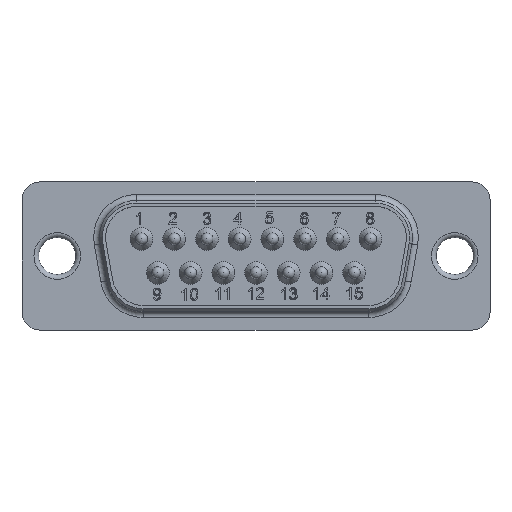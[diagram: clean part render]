
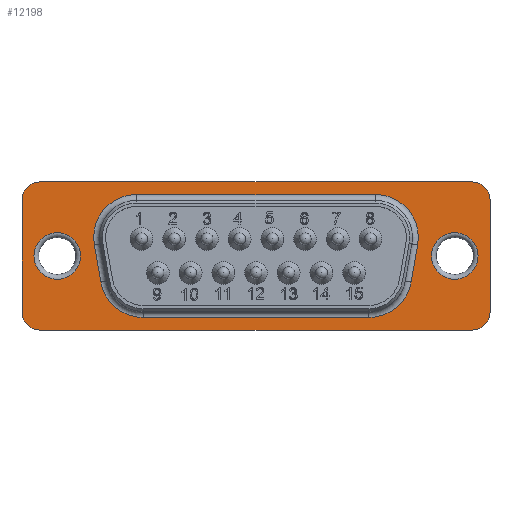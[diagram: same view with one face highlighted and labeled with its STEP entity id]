
A CAD part, top view. The second image highlights one B-rep face of the part: STEP entity #12198.
In plain terms, the highlighted face is planar.
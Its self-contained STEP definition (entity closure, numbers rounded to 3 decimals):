
#517=CIRCLE('',#12992,1.95);
#518=CIRCLE('',#12994,1.5);
#519=CIRCLE('',#12995,1.5);
#520=CIRCLE('',#12996,1.5);
#521=CIRCLE('',#12997,1.5);
#522=CIRCLE('',#12998,1.95);
#523=CIRCLE('',#12999,3.6);
#524=CIRCLE('',#13000,3.6);
#525=CIRCLE('',#13001,3.6);
#526=CIRCLE('',#13002,3.6);
#745=FACE_BOUND('',#2650,.T.);
#746=FACE_BOUND('',#2651,.T.);
#747=FACE_BOUND('',#2652,.T.);
#1120=PLANE('',#12993);
#1782=FACE_OUTER_BOUND('',#2649,.T.);
#2649=EDGE_LOOP('',(#11158,#11159,#11160,#11161,#11162,#11163,#11164,#11165));
#2650=EDGE_LOOP('',(#11166));
#2651=EDGE_LOOP('',(#11167,#11168,#11169,#11170,#11171,#11172,#11173,#11174));
#2652=EDGE_LOOP('',(#11175));
#3746=LINE('',#23693,#4839);
#3747=LINE('',#23697,#4840);
#3748=LINE('',#23701,#4841);
#3749=LINE('',#23704,#4842);
#3750=LINE('',#23709,#4843);
#3751=LINE('',#23713,#4844);
#3752=LINE('',#23717,#4845);
#3753=LINE('',#23721,#4846);
#4839=VECTOR('',#15624,36.2);
#4840=VECTOR('',#15627,9.4);
#4841=VECTOR('',#15630,36.2);
#4842=VECTOR('',#15633,9.4);
#4843=VECTOR('',#15636,18.907);
#4844=VECTOR('',#15639,3.148);
#4845=VECTOR('',#15642,20.);
#4846=VECTOR('',#15645,3.148);
#6263=VERTEX_POINT('',#23686);
#6264=VERTEX_POINT('',#23689);
#6265=VERTEX_POINT('',#23690);
#6266=VERTEX_POINT('',#23692);
#6267=VERTEX_POINT('',#23694);
#6268=VERTEX_POINT('',#23696);
#6269=VERTEX_POINT('',#23698);
#6270=VERTEX_POINT('',#23700);
#6271=VERTEX_POINT('',#23702);
#6272=VERTEX_POINT('',#23705);
#6273=VERTEX_POINT('',#23707);
#6274=VERTEX_POINT('',#23708);
#6275=VERTEX_POINT('',#23710);
#6276=VERTEX_POINT('',#23712);
#6277=VERTEX_POINT('',#23714);
#6278=VERTEX_POINT('',#23716);
#6279=VERTEX_POINT('',#23718);
#6280=VERTEX_POINT('',#23720);
#7906=EDGE_CURVE('',#6263,#6263,#517,.T.);
#7907=EDGE_CURVE('',#6264,#6265,#518,.T.);
#7908=EDGE_CURVE('',#6266,#6264,#3746,.T.);
#7909=EDGE_CURVE('',#6267,#6266,#519,.T.);
#7910=EDGE_CURVE('',#6268,#6267,#3747,.T.);
#7911=EDGE_CURVE('',#6269,#6268,#520,.T.);
#7912=EDGE_CURVE('',#6270,#6269,#3748,.T.);
#7913=EDGE_CURVE('',#6271,#6270,#521,.T.);
#7914=EDGE_CURVE('',#6265,#6271,#3749,.T.);
#7915=EDGE_CURVE('',#6272,#6272,#522,.T.);
#7916=EDGE_CURVE('',#6273,#6274,#3750,.T.);
#7917=EDGE_CURVE('',#6275,#6273,#523,.T.);
#7918=EDGE_CURVE('',#6276,#6275,#3751,.T.);
#7919=EDGE_CURVE('',#6277,#6276,#524,.T.);
#7920=EDGE_CURVE('',#6278,#6277,#3752,.T.);
#7921=EDGE_CURVE('',#6279,#6278,#525,.T.);
#7922=EDGE_CURVE('',#6280,#6279,#3753,.T.);
#7923=EDGE_CURVE('',#6274,#6280,#526,.T.);
#11158=ORIENTED_EDGE('',*,*,#7907,.F.);
#11159=ORIENTED_EDGE('',*,*,#7908,.F.);
#11160=ORIENTED_EDGE('',*,*,#7909,.F.);
#11161=ORIENTED_EDGE('',*,*,#7910,.F.);
#11162=ORIENTED_EDGE('',*,*,#7911,.F.);
#11163=ORIENTED_EDGE('',*,*,#7912,.F.);
#11164=ORIENTED_EDGE('',*,*,#7913,.F.);
#11165=ORIENTED_EDGE('',*,*,#7914,.F.);
#11166=ORIENTED_EDGE('',*,*,#7915,.F.);
#11167=ORIENTED_EDGE('',*,*,#7916,.F.);
#11168=ORIENTED_EDGE('',*,*,#7917,.F.);
#11169=ORIENTED_EDGE('',*,*,#7918,.F.);
#11170=ORIENTED_EDGE('',*,*,#7919,.F.);
#11171=ORIENTED_EDGE('',*,*,#7920,.F.);
#11172=ORIENTED_EDGE('',*,*,#7921,.F.);
#11173=ORIENTED_EDGE('',*,*,#7922,.F.);
#11174=ORIENTED_EDGE('',*,*,#7923,.F.);
#11175=ORIENTED_EDGE('',*,*,#7906,.F.);
#12198=ADVANCED_FACE('',(#1782,#745,#746,#747),#1120,.F.);
#12992=AXIS2_PLACEMENT_3D('',#23687,#15618,#15619);
#12993=AXIS2_PLACEMENT_3D('',#23688,#15620,#15621);
#12994=AXIS2_PLACEMENT_3D('',#23691,#15622,#15623);
#12995=AXIS2_PLACEMENT_3D('',#23695,#15625,#15626);
#12996=AXIS2_PLACEMENT_3D('',#23699,#15628,#15629);
#12997=AXIS2_PLACEMENT_3D('',#23703,#15631,#15632);
#12998=AXIS2_PLACEMENT_3D('',#23706,#15634,#15635);
#12999=AXIS2_PLACEMENT_3D('',#23711,#15637,#15638);
#13000=AXIS2_PLACEMENT_3D('',#23715,#15640,#15641);
#13001=AXIS2_PLACEMENT_3D('',#23719,#15643,#15644);
#13002=AXIS2_PLACEMENT_3D('',#23722,#15646,#15647);
#15618=DIRECTION('center_axis',(0.,0.,-1.));
#15619=DIRECTION('ref_axis',(-1.,0.,0.));
#15620=DIRECTION('center_axis',(0.,0.,1.));
#15621=DIRECTION('ref_axis',(1.,0.,0.));
#15622=DIRECTION('center_axis',(0.,0.,1.));
#15623=DIRECTION('ref_axis',(-0.707,0.707,0.));
#15624=DIRECTION('',(-1.,0.,0.));
#15625=DIRECTION('center_axis',(0.,0.,1.));
#15626=DIRECTION('ref_axis',(0.707,0.707,0.));
#15627=DIRECTION('',(0.,1.,0.));
#15628=DIRECTION('center_axis',(0.,0.,1.));
#15629=DIRECTION('ref_axis',(0.707,-0.707,0.));
#15630=DIRECTION('',(1.,0.,0.));
#15631=DIRECTION('center_axis',(0.,0.,1.));
#15632=DIRECTION('ref_axis',(-0.707,-0.707,0.));
#15633=DIRECTION('',(0.,-1.,0.));
#15634=DIRECTION('center_axis',(0.,0.,-1.));
#15635=DIRECTION('ref_axis',(-1.,0.,0.));
#15636=DIRECTION('',(-1.,0.,0.));
#15637=DIRECTION('center_axis',(0.,0.,-1.));
#15638=DIRECTION('ref_axis',(0.643,-0.766,0.));
#15639=DIRECTION('',(-0.174,-0.985,0.));
#15640=DIRECTION('center_axis',(0.,0.,-1.));
#15641=DIRECTION('ref_axis',(0.766,0.643,0.));
#15642=DIRECTION('',(1.,0.,0.));
#15643=DIRECTION('center_axis',(0.,0.,-1.));
#15644=DIRECTION('ref_axis',(-0.766,0.643,0.));
#15645=DIRECTION('',(-0.174,0.985,0.));
#15646=DIRECTION('center_axis',(0.,0.,-1.));
#15647=DIRECTION('ref_axis',(-0.643,-0.766,0.));
#23686=CARTESIAN_POINT('',(18.6,0.,-0.5));
#23687=CARTESIAN_POINT('Origin',(16.65,0.,-0.5));
#23688=CARTESIAN_POINT('Origin',(10.063,0.028,-0.5));
#23689=CARTESIAN_POINT('',(-18.1,6.2,-0.5));
#23690=CARTESIAN_POINT('',(-19.6,4.7,-0.5));
#23691=CARTESIAN_POINT('Origin',(-18.1,4.7,-0.5));
#23692=CARTESIAN_POINT('',(18.1,6.2,-0.5));
#23693=CARTESIAN_POINT('',(19.6,6.2,-0.5));
#23694=CARTESIAN_POINT('',(19.6,4.7,-0.5));
#23695=CARTESIAN_POINT('Origin',(18.1,4.7,-0.5));
#23696=CARTESIAN_POINT('',(19.6,-4.7,-0.5));
#23697=CARTESIAN_POINT('',(19.6,-6.2,-0.5));
#23698=CARTESIAN_POINT('',(18.1,-6.2,-0.5));
#23699=CARTESIAN_POINT('Origin',(18.1,-4.7,-0.5));
#23700=CARTESIAN_POINT('',(-18.1,-6.2,-0.5));
#23701=CARTESIAN_POINT('',(-19.6,-6.2,-0.5));
#23702=CARTESIAN_POINT('',(-19.6,-4.7,-0.5));
#23703=CARTESIAN_POINT('Origin',(-18.1,-4.7,-0.5));
#23704=CARTESIAN_POINT('',(-19.6,6.2,-0.5));
#23705=CARTESIAN_POINT('',(-14.7,0.,-0.5));
#23706=CARTESIAN_POINT('Origin',(-16.65,0.,-0.5));
#23707=CARTESIAN_POINT('',(9.453,-5.15,-0.5));
#23708=CARTESIAN_POINT('',(-9.453,-5.15,-0.5));
#23709=CARTESIAN_POINT('',(5.032,-5.15,-0.5));
#23710=CARTESIAN_POINT('',(12.999,-2.175,-0.5));
#23711=CARTESIAN_POINT('Origin',(9.453,-1.55,-0.5));
#23712=CARTESIAN_POINT('',(13.545,0.925,-0.5));
#23713=CARTESIAN_POINT('',(13.143,-1.358,-0.5));
#23714=CARTESIAN_POINT('',(10.,5.15,-0.5));
#23715=CARTESIAN_POINT('Origin',(10.,1.55,-0.5));
#23716=CARTESIAN_POINT('',(-10.,5.15,-0.5));
#23717=CARTESIAN_POINT('',(5.032,5.15,-0.5));
#23718=CARTESIAN_POINT('',(-13.545,0.925,-0.5));
#23719=CARTESIAN_POINT('Origin',(-10.,1.55,-0.5));
#23720=CARTESIAN_POINT('',(-12.999,-2.175,-0.5));
#23721=CARTESIAN_POINT('',(-13.113,-1.529,-0.5));
#23722=CARTESIAN_POINT('Origin',(-9.453,-1.55,-0.5));
